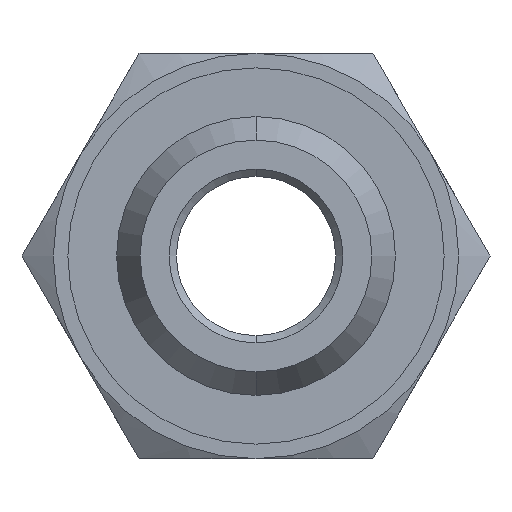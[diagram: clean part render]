
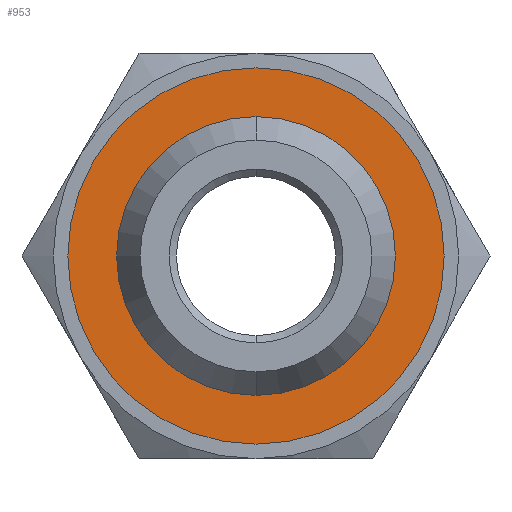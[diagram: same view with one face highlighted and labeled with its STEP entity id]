
A CAD part, front view. The second image highlights one B-rep face of the part: STEP entity #953.
In plain terms, the highlighted planar face has unit normal (0, -1, 0).
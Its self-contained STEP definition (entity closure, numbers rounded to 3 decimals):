
#14 = AXIS2_PLACEMENT_3D ( 'NONE', #1328, #1323, #406 ) ;
#49 = ORIENTED_EDGE ( 'NONE', *, *, #1079, .F. ) ;
#70 = CARTESIAN_POINT ( 'NONE',  ( 0., 6., -4.815 ) ) ;
#71 = ORIENTED_EDGE ( 'NONE', *, *, #189, .T. ) ;
#83 = EDGE_LOOP ( 'NONE', ( #71, #1191 ) ) ;
#123 = CARTESIAN_POINT ( 'NONE',  ( 0., 6., 6.5 ) ) ;
#126 = VERTEX_POINT ( 'NONE', #70 ) ;
#158 = CARTESIAN_POINT ( 'NONE',  ( 0., 6., 4.815 ) ) ;
#189 = EDGE_CURVE ( 'NONE', #1229, #529, #557, .T. ) ;
#268 = EDGE_CURVE ( 'NONE', #529, #1229, #1200, .T. ) ;
#287 = AXIS2_PLACEMENT_3D ( 'NONE', #650, #437, #782 ) ;
#294 = ORIENTED_EDGE ( 'NONE', *, *, #740, .F. ) ;
#355 = CARTESIAN_POINT ( 'NONE',  ( 0., 6., -6.5 ) ) ;
#406 = DIRECTION ( 'NONE',  ( 0., 0., -1. ) ) ;
#433 = CIRCLE ( 'NONE', #976, 4.815 ) ;
#437 = DIRECTION ( 'NONE',  ( 0., -1., 0. ) ) ;
#488 = AXIS2_PLACEMENT_3D ( 'NONE', #819, #574, #1375 ) ;
#529 = VERTEX_POINT ( 'NONE', #123 ) ;
#557 = CIRCLE ( 'NONE', #287, 6.5 ) ;
#563 = DIRECTION ( 'NONE',  ( 0., -1., 0. ) ) ;
#574 = DIRECTION ( 'NONE',  ( 0., -1., 0. ) ) ;
#650 = CARTESIAN_POINT ( 'NONE',  ( 0., 6., 0. ) ) ;
#733 = DIRECTION ( 'NONE',  ( 0., -1., 0. ) ) ;
#740 = EDGE_CURVE ( 'NONE', #1432, #126, #433, .T. ) ;
#756 = FACE_OUTER_BOUND ( 'NONE', #83, .T. ) ;
#758 = EDGE_LOOP ( 'NONE', ( #49, #294 ) ) ;
#782 = DIRECTION ( 'NONE',  ( 0., 0., -1. ) ) ;
#819 = CARTESIAN_POINT ( 'NONE',  ( 0., 6., 0. ) ) ;
#861 = CIRCLE ( 'NONE', #14, 4.815 ) ;
#953 = ADVANCED_FACE ( 'NONE', ( #756, #1288 ), #969, .T. ) ;
#956 = DIRECTION ( 'NONE',  ( 0., 0., -1. ) ) ;
#969 = PLANE ( 'NONE',  #1372 ) ;
#976 = AXIS2_PLACEMENT_3D ( 'NONE', #1364, #563, #1455 ) ;
#1079 = EDGE_CURVE ( 'NONE', #126, #1432, #861, .T. ) ;
#1191 = ORIENTED_EDGE ( 'NONE', *, *, #268, .T. ) ;
#1194 = CARTESIAN_POINT ( 'NONE',  ( 6.5, 6., 0. ) ) ;
#1200 = CIRCLE ( 'NONE', #488, 6.5 ) ;
#1229 = VERTEX_POINT ( 'NONE', #355 ) ;
#1288 = FACE_BOUND ( 'NONE', #758, .T. ) ;
#1323 = DIRECTION ( 'NONE',  ( 0., -1., 0. ) ) ;
#1328 = CARTESIAN_POINT ( 'NONE',  ( 0., 6., 0. ) ) ;
#1364 = CARTESIAN_POINT ( 'NONE',  ( 0., 6., 0. ) ) ;
#1372 = AXIS2_PLACEMENT_3D ( 'NONE', #1194, #733, #956 ) ;
#1375 = DIRECTION ( 'NONE',  ( 0., 0., -1. ) ) ;
#1432 = VERTEX_POINT ( 'NONE', #158 ) ;
#1455 = DIRECTION ( 'NONE',  ( 0., 0., -1. ) ) ;
